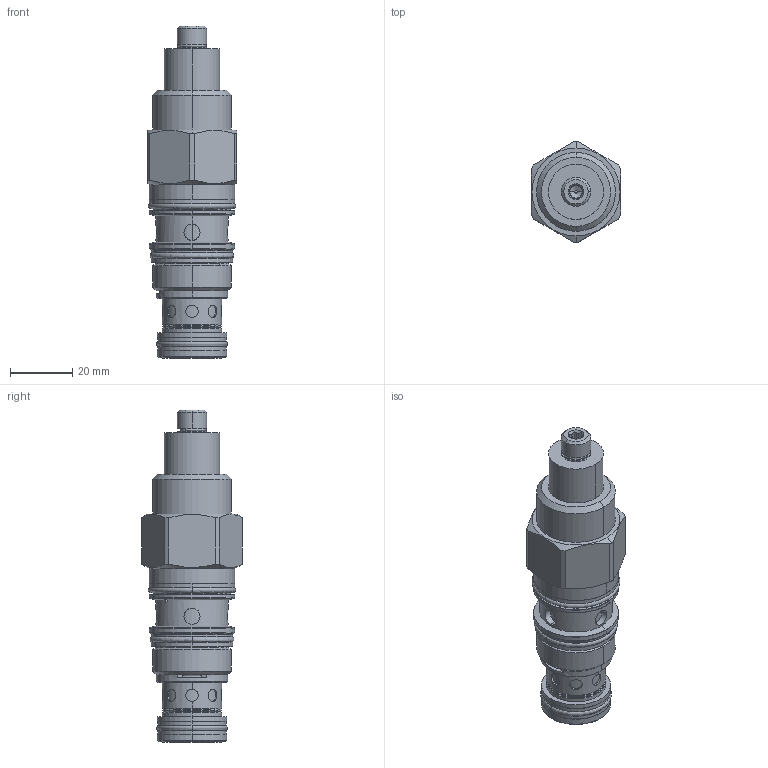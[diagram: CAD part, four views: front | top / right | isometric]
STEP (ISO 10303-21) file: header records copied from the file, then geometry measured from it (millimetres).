
FILE_DESCRIPTION((''),'2;1');
FILE_NAME('PPFFLNN_SW','2022-09-09T08:35:15',('SigMax'),(''),'CREO PARAMETRIC BY PTC INC, 2021072','CREO PARAMETRIC BY PTC INC, 2021072','');
FILE_SCHEMA(('AUTOMOTIVE_DESIGN { 1 0 10303 214 1 1 1 1 }'));
Length unit declared in the file: inch
Products named in the file (1): PPFFLNN_SW
Bounding box: 28.57 x 32.21 x 106.35 mm (x, y, z)
Volume: 45067.9 mm3; surface area: 15981.8 mm2
Topology: 3 solids, 4 shells, 290 faces, 672 edges, 412 vertices
Faces by surface type: cylinder 130, plane 58, cone 50, torus 42, revolution 10
Entity records: 13166 total; most frequent: CARTESIAN_POINT 4306, DIRECTION 1468, ORIENTED_EDGE 1344, EDGE_CURVE 672, AXIS2_PLACEMENT_3D 620, VERTEX_POINT 412, CIRCLE 340, EDGE_LOOP 330
